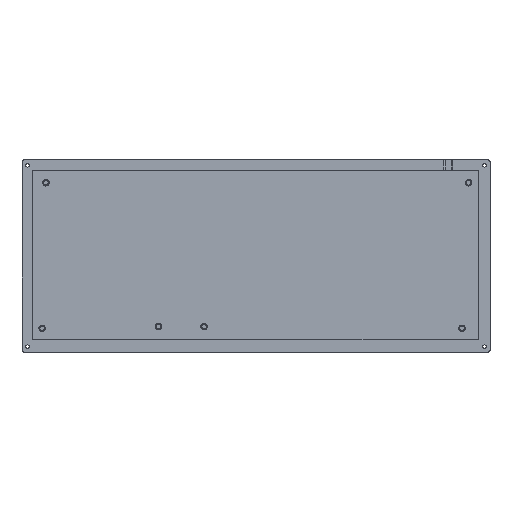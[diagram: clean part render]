
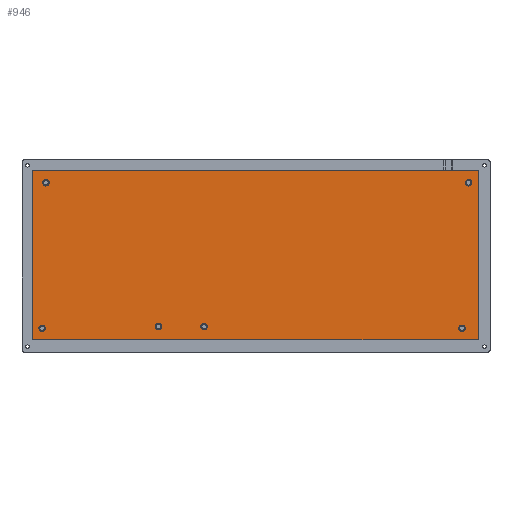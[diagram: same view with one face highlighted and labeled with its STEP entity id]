
A CAD part, top view. The second image highlights one B-rep face of the part: STEP entity #946.
In plain terms, the highlighted planar face has unit normal (0, 0, 1).
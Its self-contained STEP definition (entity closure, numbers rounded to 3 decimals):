
#25=FACE_BOUND('',#187,.T.);
#26=FACE_BOUND('',#188,.T.);
#27=FACE_BOUND('',#189,.T.);
#28=FACE_BOUND('',#190,.T.);
#29=FACE_BOUND('',#191,.T.);
#30=FACE_BOUND('',#192,.T.);
#64=PLANE('',#1052);
#116=FACE_OUTER_BOUND('',#186,.T.);
#186=EDGE_LOOP('',(#807,#808,#809,#810));
#187=EDGE_LOOP('',(#811));
#188=EDGE_LOOP('',(#812));
#189=EDGE_LOOP('',(#813));
#190=EDGE_LOOP('',(#814));
#191=EDGE_LOOP('',(#815));
#192=EDGE_LOOP('',(#816));
#228=LINE('',#1463,#298);
#266=LINE('',#1569,#336);
#268=LINE('',#1573,#338);
#276=LINE('',#1607,#346);
#298=VECTOR('',#1164,10.);
#336=VECTOR('',#1270,10.);
#338=VECTOR('',#1274,10.);
#346=VECTOR('',#1322,10.);
#356=CIRCLE('',#965,3.);
#359=CIRCLE('',#970,3.);
#362=CIRCLE('',#975,3.);
#365=CIRCLE('',#980,3.);
#368=CIRCLE('',#985,3.);
#371=CIRCLE('',#990,3.);
#412=VERTEX_POINT('',#1387);
#415=VERTEX_POINT('',#1396);
#418=VERTEX_POINT('',#1405);
#421=VERTEX_POINT('',#1414);
#424=VERTEX_POINT('',#1423);
#427=VERTEX_POINT('',#1432);
#440=VERTEX_POINT('',#1460);
#441=VERTEX_POINT('',#1462);
#475=VERTEX_POINT('',#1567);
#476=VERTEX_POINT('',#1571);
#497=EDGE_CURVE('',#412,#412,#356,.T.);
#501=EDGE_CURVE('',#415,#415,#359,.T.);
#505=EDGE_CURVE('',#418,#418,#362,.T.);
#509=EDGE_CURVE('',#421,#421,#365,.T.);
#513=EDGE_CURVE('',#424,#424,#368,.T.);
#517=EDGE_CURVE('',#427,#427,#371,.T.);
#530=EDGE_CURVE('',#440,#441,#228,.T.);
#584=EDGE_CURVE('',#475,#440,#266,.T.);
#586=EDGE_CURVE('',#476,#475,#268,.T.);
#600=EDGE_CURVE('',#441,#476,#276,.T.);
#807=ORIENTED_EDGE('',*,*,#586,.F.);
#808=ORIENTED_EDGE('',*,*,#600,.F.);
#809=ORIENTED_EDGE('',*,*,#530,.F.);
#810=ORIENTED_EDGE('',*,*,#584,.F.);
#811=ORIENTED_EDGE('',*,*,#497,.T.);
#812=ORIENTED_EDGE('',*,*,#501,.T.);
#813=ORIENTED_EDGE('',*,*,#505,.T.);
#814=ORIENTED_EDGE('',*,*,#509,.T.);
#815=ORIENTED_EDGE('',*,*,#513,.T.);
#816=ORIENTED_EDGE('',*,*,#517,.T.);
#946=ADVANCED_FACE('',(#116,#25,#26,#27,#28,#29,#30),#64,.T.);
#965=AXIS2_PLACEMENT_3D('',#1389,#1086,#1087);
#970=AXIS2_PLACEMENT_3D('',#1398,#1097,#1098);
#975=AXIS2_PLACEMENT_3D('',#1407,#1108,#1109);
#980=AXIS2_PLACEMENT_3D('',#1416,#1119,#1120);
#985=AXIS2_PLACEMENT_3D('',#1425,#1130,#1131);
#990=AXIS2_PLACEMENT_3D('',#1434,#1141,#1142);
#1052=AXIS2_PLACEMENT_3D('',#1606,#1320,#1321);
#1086=DIRECTION('center_axis',(0.,0.,-1.));
#1087=DIRECTION('ref_axis',(-1.,0.,0.));
#1097=DIRECTION('center_axis',(0.,0.,-1.));
#1098=DIRECTION('ref_axis',(-1.,0.,0.));
#1108=DIRECTION('center_axis',(0.,0.,-1.));
#1109=DIRECTION('ref_axis',(-1.,0.,0.));
#1119=DIRECTION('center_axis',(0.,0.,-1.));
#1120=DIRECTION('ref_axis',(-1.,0.,0.));
#1130=DIRECTION('center_axis',(0.,0.,-1.));
#1131=DIRECTION('ref_axis',(-1.,0.,0.));
#1141=DIRECTION('center_axis',(0.,0.,-1.));
#1142=DIRECTION('ref_axis',(-1.,0.,0.));
#1164=DIRECTION('',(1.,0.,0.));
#1270=DIRECTION('',(0.,1.,0.));
#1274=DIRECTION('',(-1.,0.,0.));
#1320=DIRECTION('center_axis',(0.,0.,1.));
#1321=DIRECTION('ref_axis',(1.,0.,0.));
#1322=DIRECTION('',(0.,-1.,0.));
#1387=CARTESIAN_POINT('',(119.19,-124.075,3.));
#1389=CARTESIAN_POINT('Origin',(116.19,-124.075,3.));
#1396=CARTESIAN_POINT('',(161.11,-123.985,3.));
#1398=CARTESIAN_POINT('Origin',(158.11,-123.985,3.));
#1405=CARTESIAN_POINT('',(15.55,8.285,3.));
#1407=CARTESIAN_POINT('Origin',(12.55,8.285,3.));
#1414=CARTESIAN_POINT('',(404.53,8.295,3.));
#1416=CARTESIAN_POINT('Origin',(401.53,8.295,3.));
#1423=CARTESIAN_POINT('',(398.43,-125.625,3.));
#1425=CARTESIAN_POINT('Origin',(395.43,-125.625,3.));
#1432=CARTESIAN_POINT('',(12.04,-125.625,3.));
#1434=CARTESIAN_POINT('Origin',(9.04,-125.625,3.));
#1460=CARTESIAN_POINT('',(0.5,19.945,3.));
#1462=CARTESIAN_POINT('',(410.19,19.945,3.));
#1463=CARTESIAN_POINT('',(102.922,19.945,3.));
#1567=CARTESIAN_POINT('',(0.5,-136.145,3.));
#1569=CARTESIAN_POINT('',(0.5,-97.123,3.));
#1571=CARTESIAN_POINT('',(410.19,-136.145,3.));
#1573=CARTESIAN_POINT('',(307.767,-136.145,3.));
#1606=CARTESIAN_POINT('Origin',(205.345,-58.1,3.));
#1607=CARTESIAN_POINT('',(410.19,-19.078,3.));
